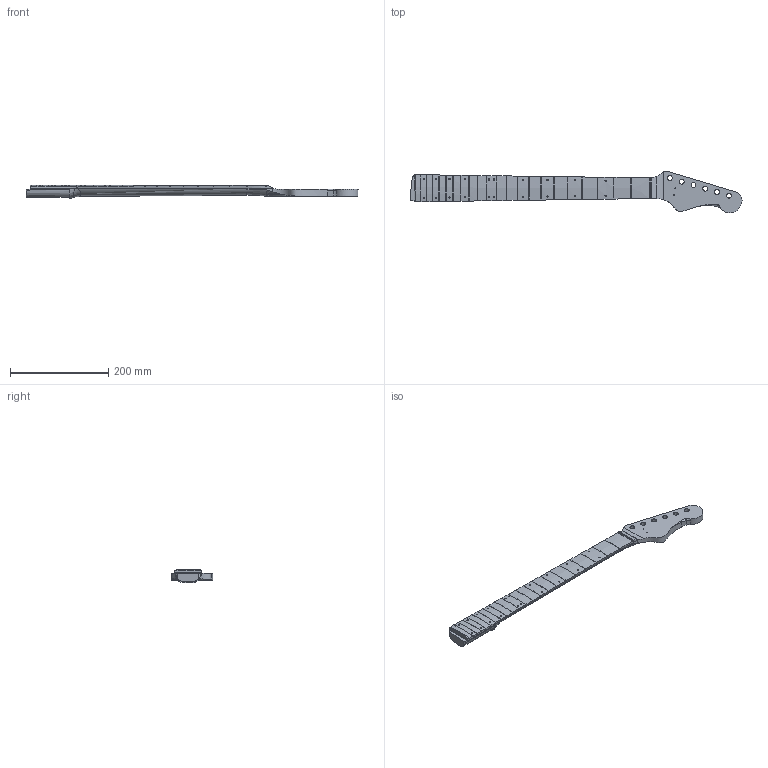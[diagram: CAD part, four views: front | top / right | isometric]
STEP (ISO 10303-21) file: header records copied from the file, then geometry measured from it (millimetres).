
FILE_DESCRIPTION (( 'STEP AP214' ), '1' );
FILE_NAME ('P_Full_Neck_CAM.STEP', '2023-11-25T21:23:29', ( '' ), ( '' ), 'SwSTEP 2.0', 'SolidWorks 2020', '' );
FILE_SCHEMA (( 'AUTOMOTIVE_DESIGN' ));
Length unit declared in the file: millimetre
Products named in the file (3): P_Full_Neck_CAM; P_Neck; P_Fretboard_CAM
Assembly tree (2 placements, depth 2):
  P_Full_Neck_CAM
    P_Neck
    P_Fretboard_CAM
Bounding box: 674.53 x 84.16 x 26.95 mm (x, y, z)
Volume: 499054.7 mm3; surface area: 146233.3 mm2
Topology: 2 solids, 2 shells, 295 faces, 792 edges, 528 vertices
Faces by surface type: cylinder 123, plane 100, bspline 70, sphere 2
Entity records: 14730 total; most frequent: CARTESIAN_POINT 8043, ORIENTED_EDGE 1580, DIRECTION 1057, EDGE_CURVE 790, VERTEX_POINT 528, AXIS2_PLACEMENT_3D 438, B_SPLINE_CURVE_WITH_KNOTS 395, EDGE_LOOP 336
